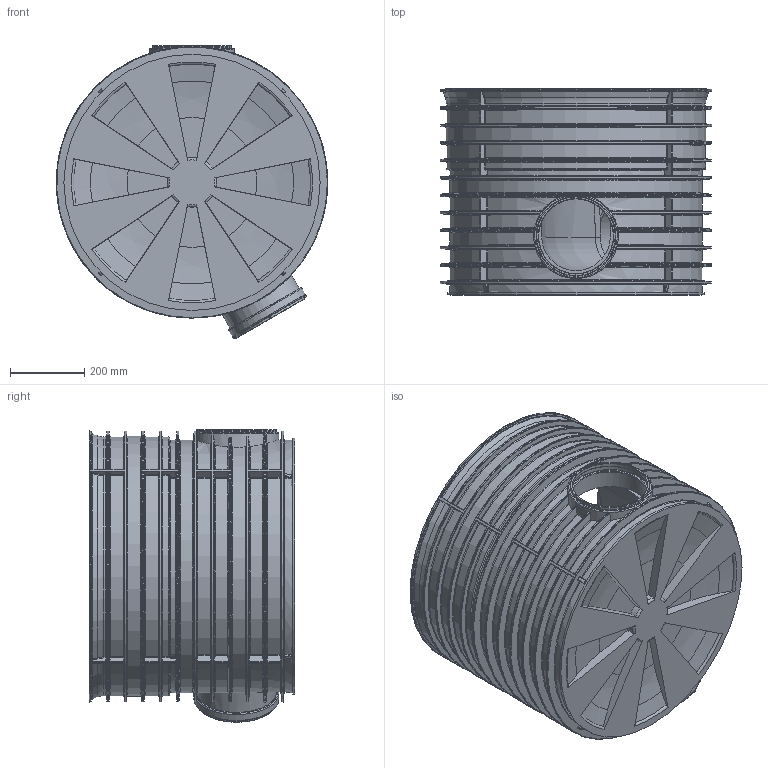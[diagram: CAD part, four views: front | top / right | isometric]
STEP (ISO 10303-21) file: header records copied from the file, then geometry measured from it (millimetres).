
FILE_DESCRIPTION(/* description */ (''),/* implementation_level */ '2;1');
FILE_NAME(/* name */ '661600z.stp',/* time_stamp */ '2024-12-17T11:15:33+01:00',/* author */ ('corinna'),/* organization */ (''),/* preprocessor_version */ 'ST-DEVELOPER v20',/* originating_system */ 'Autodesk Inventor 2024',/* authorisation */ '');
FILE_SCHEMA (('AUTOMOTIVE_DESIGN { 1 0 10303 214 3 1 1 }'));
Length unit declared in the file: millimetre
Products named in the file (3): 661600z; 661600 Schacht DN600 Boden; 661600 Schachtboden DN600 Grundkörper
Assembly tree (2 placements, depth 2):
  661600z
    661600 Schacht DN600 Boden
    661600 Schachtboden DN600 Grundkörper
Bounding box: 731 x 554.5 x 787.92 mm (x, y, z)
Volume: 25801581.2 mm3; surface area: 5564687.3 mm2
Topology: 2 solids, 2 shells, 1468 faces, 3895 edges, 2402 vertices
Faces by surface type: bspline 513, torus 267, cylinder 219, plane 201, cone 135, sphere 133
Full cylindrical faces by diameter (mm): 120 x1, 185 x1, 200 x1, 201.5 x4, 213.5 x1, 214.5 x1, 216 x2, 228 x1, 640 x1, 650 x1, 666 x2, 681 x2, 685 x1, 690 x1, 700 x1, 731 x4
Entity records: 61363 total; most frequent: CARTESIAN_POINT 27741, ORIENTED_EDGE 7684, DIRECTION 6366, EDGE_CURVE 3842, AXIS2_PLACEMENT_3D 2887, VERTEX_POINT 2402, CIRCLE 1911, EDGE_LOOP 1498
